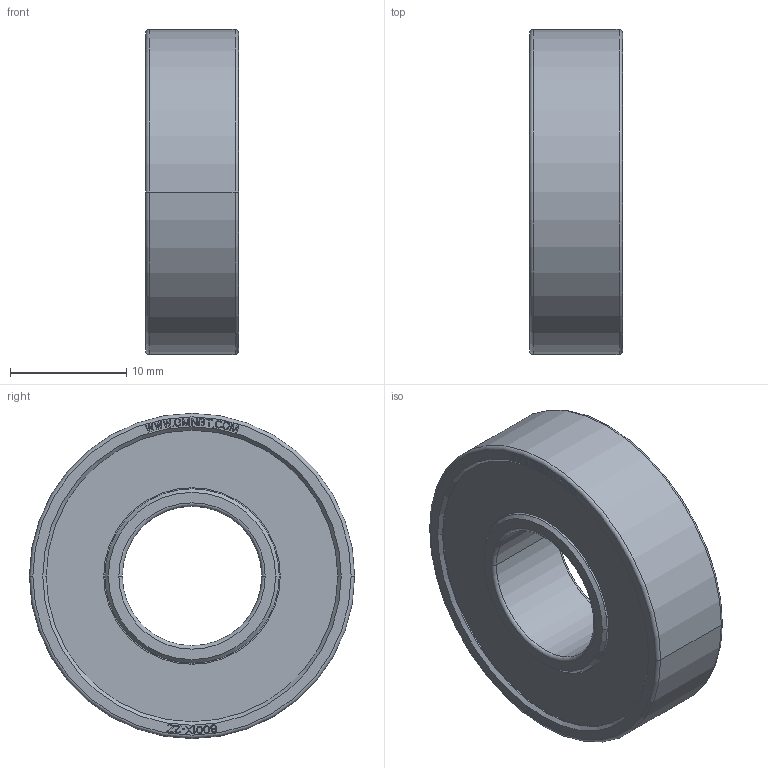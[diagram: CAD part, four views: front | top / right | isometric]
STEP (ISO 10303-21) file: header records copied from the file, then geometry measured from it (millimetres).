
FILE_DESCRIPTION((''),'2;1');
FILE_NAME('6001X-2Z_PRT','2014-11-17T',('sales 4'),(''),'PRO/ENGINEER BY PARAMETRIC TECHNOLOGY CORPORATION, 2013150','PRO/ENGINEER BY PARAMETRIC TECHNOLOGY CORPORATION, 2013150','');
FILE_SCHEMA(('AUTOMOTIVE_DESIGN { 1 0 10303 214 1 1 1 1 }'));
Length unit declared in the file: millimetre
Products named in the file (1): 6001X-2Z_PRT
Bounding box: 8.01 x 28 x 28 mm (x, y, z)
Volume: 2978.6 mm3; surface area: 4861.1 mm2
Topology: 10 solids, 11 shells, 586 faces, 1621 edges, 1054 vertices
Faces by surface type: plane 506, cylinder 44, sphere 16, torus 12, cone 8
Entity records: 24862 total; most frequent: CARTESIAN_POINT 4805, ORIENTED_EDGE 3178, DIRECTION 2829, PRESENTATION_STYLE_ASSIGNMENT 1626, STYLED_ITEM 1599, CURVE_STYLE 1589, EDGE_CURVE 1589, VECTOR 1457
